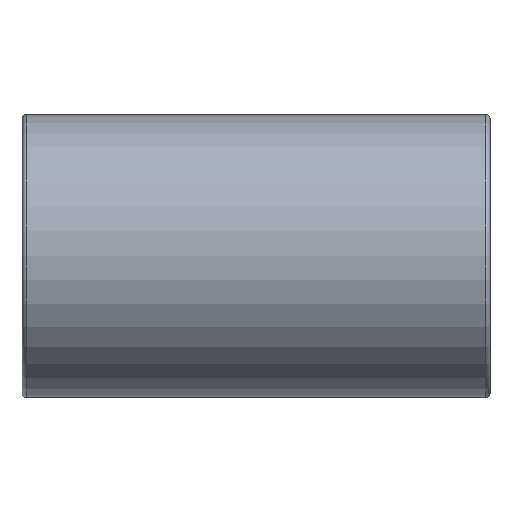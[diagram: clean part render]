
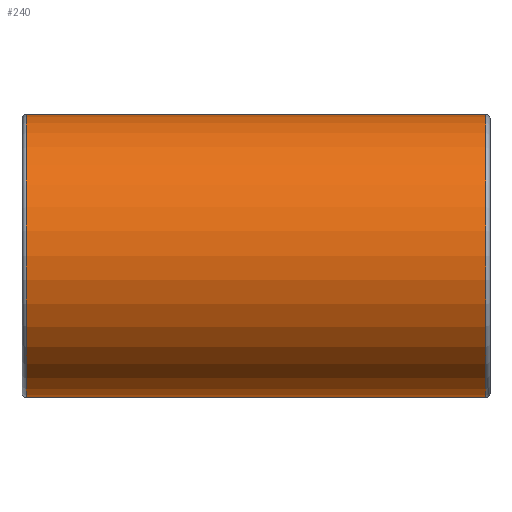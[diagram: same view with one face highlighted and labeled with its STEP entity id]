
A CAD part, top view. The second image highlights one B-rep face of the part: STEP entity #240.
In plain terms, the highlighted cylindrical face has radius 32.5 mm (diameter 65 mm), a full revolution.
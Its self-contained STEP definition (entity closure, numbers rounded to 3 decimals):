
#15=B_SPLINE_CURVE_WITH_KNOTS('',3,(#406,#407,#408,#409,#410,#411,#412,
#413,#414,#415,#416,#417,#418,#419,#420,#421,#422,#423,#424,#425,#426,#427,
#428,#429,#430,#431,#432,#433,#434,#435,#436,#437,#438,#439),
 .UNSPECIFIED.,.F.,.F.,(4,2,2,2,2,2,2,2,2,2,2,2,2,2,2,2,4),(4.3,
4.828,5.355,5.883,6.411,6.958,
7.505,8.052,8.599,9.147,9.694,
10.241,10.788,11.316,11.844,12.371,
12.899),.UNSPECIFIED.);
#16=B_SPLINE_CURVE_WITH_KNOTS('',3,(#444,#445,#446,#447,#448,#449,#450,
#451,#452,#453,#454,#455,#456,#457,#458,#459,#460,#461),.UNSPECIFIED.,.F.,
 .F.,(4,2,2,2,2,2,2,2,4),(12.899,13.427,13.955,
14.483,15.011,15.558,16.105,16.652,
17.199),.UNSPECIFIED.);
#17=B_SPLINE_CURVE_WITH_KNOTS('',3,(#462,#463,#464,#465,#466,#467,#468,
#469,#470,#471,#472,#473,#474,#475,#476,#477,#478,#479),.UNSPECIFIED.,.F.,
 .F.,(4,2,2,2,2,2,2,2,4),(0.,0.547,1.094,1.641,
2.188,2.716,3.244,3.772,4.3),
 .UNSPECIFIED.);
#39=FACE_OUTER_BOUND('',#56,.T.);
#56=EDGE_LOOP('',(#174,#175,#176,#177,#178,#179,#180,#181,#182));
#75=LINE('',#404,#84);
#76=LINE('',#441,#85);
#84=VECTOR('',#330,32.5);
#85=VECTOR('',#331,32.5);
#97=CIRCLE('',#281,32.5);
#98=CIRCLE('',#283,32.5);
#114=VERTEX_POINT('',#399);
#115=VERTEX_POINT('',#403);
#116=VERTEX_POINT('',#405);
#117=VERTEX_POINT('',#440);
#118=VERTEX_POINT('',#443);
#137=EDGE_CURVE('',#114,#114,#97,.T.);
#138=EDGE_CURVE('',#114,#115,#75,.T.);
#139=EDGE_CURVE('',#115,#116,#15,.T.);
#140=EDGE_CURVE('',#116,#117,#76,.T.);
#141=EDGE_CURVE('',#117,#117,#98,.T.);
#142=EDGE_CURVE('',#116,#118,#16,.T.);
#143=EDGE_CURVE('',#118,#115,#17,.T.);
#174=ORIENTED_EDGE('',*,*,#137,.F.);
#175=ORIENTED_EDGE('',*,*,#138,.T.);
#176=ORIENTED_EDGE('',*,*,#139,.T.);
#177=ORIENTED_EDGE('',*,*,#140,.T.);
#178=ORIENTED_EDGE('',*,*,#141,.F.);
#179=ORIENTED_EDGE('',*,*,#140,.F.);
#180=ORIENTED_EDGE('',*,*,#142,.T.);
#181=ORIENTED_EDGE('',*,*,#143,.T.);
#182=ORIENTED_EDGE('',*,*,#138,.F.);
#231=CYLINDRICAL_SURFACE('',#282,32.5);
#240=ADVANCED_FACE('',(#39),#231,.T.);
#281=AXIS2_PLACEMENT_3D('',#401,#326,#327);
#282=AXIS2_PLACEMENT_3D('',#402,#328,#329);
#283=AXIS2_PLACEMENT_3D('',#442,#332,#333);
#326=DIRECTION('center_axis',(-1.,0.,0.));
#327=DIRECTION('ref_axis',(0.,0.,-1.));
#328=DIRECTION('center_axis',(-1.,0.,0.));
#329=DIRECTION('ref_axis',(0.,0.,1.));
#330=DIRECTION('',(1.,0.,0.));
#331=DIRECTION('',(1.,0.,0.));
#332=DIRECTION('center_axis',(1.,0.,0.));
#333=DIRECTION('ref_axis',(0.,0.,-1.));
#399=CARTESIAN_POINT('',(-52.75,0.,-32.5));
#401=CARTESIAN_POINT('Origin',(-52.75,0.,0.));
#402=CARTESIAN_POINT('Origin',(0.,0.,0.));
#403=CARTESIAN_POINT('',(-26.5,0.,-32.5));
#404=CARTESIAN_POINT('',(0.,0.,-32.5));
#405=CARTESIAN_POINT('',(26.5,0.,-32.5));
#406=CARTESIAN_POINT('Ctrl Pts',(-26.5,0.,-32.5));
#407=CARTESIAN_POINT('Ctrl Pts',(-26.5,-1.76,-32.5));
#408=CARTESIAN_POINT('Ctrl Pts',(-26.322,-3.551,-32.354));
#409=CARTESIAN_POINT('Ctrl Pts',(-25.605,-7.061,-31.773));
#410=CARTESIAN_POINT('Ctrl Pts',(-25.066,-8.78,-31.339));
#411=CARTESIAN_POINT('Ctrl Pts',(-23.68,-12.026,-30.242));
#412=CARTESIAN_POINT('Ctrl Pts',(-22.832,-13.558,-29.579));
#413=CARTESIAN_POINT('Ctrl Pts',(-20.918,-16.357,-28.128));
#414=CARTESIAN_POINT('Ctrl Pts',(-19.852,-17.625,-27.34));
#415=CARTESIAN_POINT('Ctrl Pts',(-17.585,-19.892,-25.74));
#416=CARTESIAN_POINT('Ctrl Pts',(-16.292,-20.969,-24.864));
#417=CARTESIAN_POINT('Ctrl Pts',(-13.486,-22.875,-23.123));
#418=CARTESIAN_POINT('Ctrl Pts',(-11.973,-23.705,-22.257));
#419=CARTESIAN_POINT('Ctrl Pts',(-8.781,-25.063,-20.716));
#420=CARTESIAN_POINT('Ctrl Pts',(-7.101,-25.593,-20.041));
#421=CARTESIAN_POINT('Ctrl Pts',(-3.623,-26.311,-19.087));
#422=CARTESIAN_POINT('Ctrl Pts',(-1.824,-26.5,-18.815));
#423=CARTESIAN_POINT('Ctrl Pts',(1.824,-26.5,-18.815));
#424=CARTESIAN_POINT('Ctrl Pts',(3.623,-26.311,-19.087));
#425=CARTESIAN_POINT('Ctrl Pts',(7.101,-25.593,-20.041));
#426=CARTESIAN_POINT('Ctrl Pts',(8.781,-25.063,-20.716));
#427=CARTESIAN_POINT('Ctrl Pts',(11.973,-23.705,-22.257));
#428=CARTESIAN_POINT('Ctrl Pts',(13.486,-22.875,-23.123));
#429=CARTESIAN_POINT('Ctrl Pts',(16.292,-20.969,-24.864));
#430=CARTESIAN_POINT('Ctrl Pts',(17.585,-19.892,-25.74));
#431=CARTESIAN_POINT('Ctrl Pts',(19.852,-17.625,-27.34));
#432=CARTESIAN_POINT('Ctrl Pts',(20.918,-16.357,-28.128));
#433=CARTESIAN_POINT('Ctrl Pts',(22.832,-13.558,-29.579));
#434=CARTESIAN_POINT('Ctrl Pts',(23.68,-12.026,-30.242));
#435=CARTESIAN_POINT('Ctrl Pts',(25.066,-8.78,-31.339));
#436=CARTESIAN_POINT('Ctrl Pts',(25.605,-7.061,-31.773));
#437=CARTESIAN_POINT('Ctrl Pts',(26.322,-3.551,-32.354));
#438=CARTESIAN_POINT('Ctrl Pts',(26.5,-1.76,-32.5));
#439=CARTESIAN_POINT('Ctrl Pts',(26.5,0.,-32.5));
#440=CARTESIAN_POINT('',(52.75,0.,-32.5));
#441=CARTESIAN_POINT('',(0.,0.,-32.5));
#442=CARTESIAN_POINT('Origin',(52.75,0.,0.));
#443=CARTESIAN_POINT('',(0.,26.5,-18.815));
#444=CARTESIAN_POINT('Ctrl Pts',(26.5,0.,-32.5));
#445=CARTESIAN_POINT('Ctrl Pts',(26.5,1.76,-32.5));
#446=CARTESIAN_POINT('Ctrl Pts',(26.322,3.551,-32.354));
#447=CARTESIAN_POINT('Ctrl Pts',(25.605,7.061,-31.773));
#448=CARTESIAN_POINT('Ctrl Pts',(25.066,8.78,-31.339));
#449=CARTESIAN_POINT('Ctrl Pts',(23.68,12.026,-30.242));
#450=CARTESIAN_POINT('Ctrl Pts',(22.832,13.558,-29.579));
#451=CARTESIAN_POINT('Ctrl Pts',(20.918,16.357,-28.128));
#452=CARTESIAN_POINT('Ctrl Pts',(19.852,17.625,-27.34));
#453=CARTESIAN_POINT('Ctrl Pts',(17.585,19.892,-25.74));
#454=CARTESIAN_POINT('Ctrl Pts',(16.292,20.969,-24.864));
#455=CARTESIAN_POINT('Ctrl Pts',(13.486,22.875,-23.123));
#456=CARTESIAN_POINT('Ctrl Pts',(11.973,23.705,-22.257));
#457=CARTESIAN_POINT('Ctrl Pts',(8.781,25.063,-20.716));
#458=CARTESIAN_POINT('Ctrl Pts',(7.101,25.593,-20.041));
#459=CARTESIAN_POINT('Ctrl Pts',(3.623,26.311,-19.087));
#460=CARTESIAN_POINT('Ctrl Pts',(1.824,26.5,-18.815));
#461=CARTESIAN_POINT('Ctrl Pts',(0.,26.5,-18.815));
#462=CARTESIAN_POINT('Ctrl Pts',(0.,26.5,-18.815));
#463=CARTESIAN_POINT('Ctrl Pts',(-1.824,26.5,-18.815));
#464=CARTESIAN_POINT('Ctrl Pts',(-3.623,26.311,-19.087));
#465=CARTESIAN_POINT('Ctrl Pts',(-7.101,25.593,-20.041));
#466=CARTESIAN_POINT('Ctrl Pts',(-8.781,25.063,-20.716));
#467=CARTESIAN_POINT('Ctrl Pts',(-11.973,23.705,-22.257));
#468=CARTESIAN_POINT('Ctrl Pts',(-13.486,22.875,-23.123));
#469=CARTESIAN_POINT('Ctrl Pts',(-16.292,20.969,-24.864));
#470=CARTESIAN_POINT('Ctrl Pts',(-17.585,19.892,-25.74));
#471=CARTESIAN_POINT('Ctrl Pts',(-19.852,17.625,-27.34));
#472=CARTESIAN_POINT('Ctrl Pts',(-20.918,16.357,-28.128));
#473=CARTESIAN_POINT('Ctrl Pts',(-22.832,13.558,-29.579));
#474=CARTESIAN_POINT('Ctrl Pts',(-23.68,12.026,-30.242));
#475=CARTESIAN_POINT('Ctrl Pts',(-25.066,8.78,-31.339));
#476=CARTESIAN_POINT('Ctrl Pts',(-25.605,7.061,-31.773));
#477=CARTESIAN_POINT('Ctrl Pts',(-26.322,3.551,-32.354));
#478=CARTESIAN_POINT('Ctrl Pts',(-26.5,1.76,-32.5));
#479=CARTESIAN_POINT('Ctrl Pts',(-26.5,0.,-32.5));
